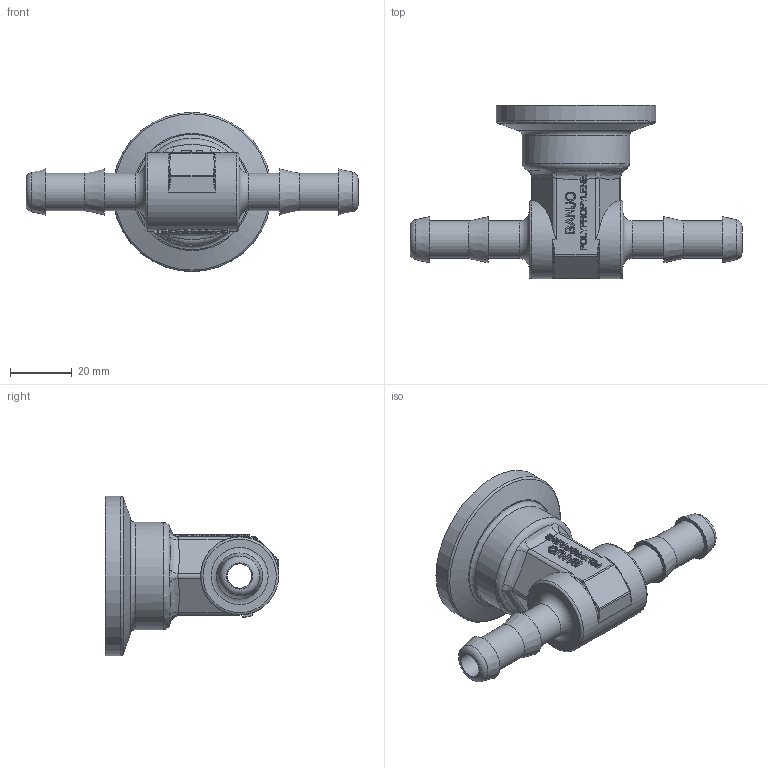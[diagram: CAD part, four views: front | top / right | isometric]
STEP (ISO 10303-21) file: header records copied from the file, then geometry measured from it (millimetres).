
FILE_DESCRIPTION(/* description */ ('1/2" Hose Barb Tee X 1" Flange, Unbagged'),/* implementation_level */ '2;1');
FILE_NAME(/* name */ 'M100050HBT.stp',/* time_stamp */ '2017-09-13T14:17:36-04:00',/* author */ ('areid'),/* organization */ (''),/* preprocessor_version */ 'ST-DEVELOPER v16.5',/* originating_system */ 'Autodesk Inventor 2017',/* authorisation */ '');
FILE_SCHEMA (('AUTOMOTIVE_DESIGN { 1 0 10303 214 3 1 1 }'));
Length unit declared in the file: inch
Products named in the file (1): M100050HBTU
Bounding box: 107.95 x 56.39 x 51.82 mm (x, y, z)
Volume: 37207.2 mm3; surface area: 18284.2 mm2
Topology: 1 solids, 1 shells, 515 faces, 1344 edges, 864 vertices
Faces by surface type: plane 246, bspline 203, cylinder 42, torus 16, cone 6, sphere 2
Full cylindrical faces by diameter (mm): 7.938 x2, 12.192 x4, 25.4 x1, 34.925 x1, 35.052 x1, 51.816 x1
Entity records: 18065 total; most frequent: CARTESIAN_POINT 6890, ORIENTED_EDGE 2590, DIRECTION 1680, EDGE_CURVE 1295, VERTEX_POINT 857, LINE 716, VECTOR 716, EDGE_LOOP 594
